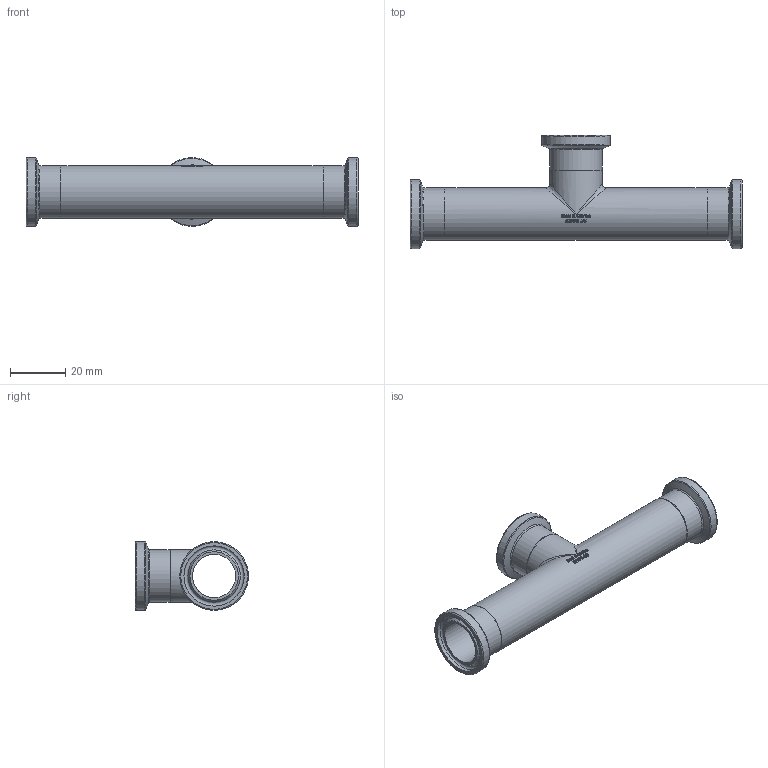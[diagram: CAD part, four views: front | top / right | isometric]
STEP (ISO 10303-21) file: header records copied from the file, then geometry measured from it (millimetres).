
FILE_DESCRIPTION(/* description */ (''),/* implementation_level */ '2;1');
FILE_NAME(/* name */ 'S7MPS-.75.stp',/* time_stamp */ '2018-11-28T13:17:17-05:00',/* author */ ('ken'),/* organization */ (''),/* preprocessor_version */ 'ST-DEVELOPER v15.2',/* originating_system */ 'Autodesk Inventor 2014',/* authorisation */ '');
FILE_SCHEMA (('CONFIG_CONTROL_DESIGN','AUTOMOTIVE_DESIGN { 1 0 10303 214 3 1 1 }'));
Length unit declared in the file: inch
Products named in the file (1): S7MPS-.75
Bounding box: 120.65 x 41.07 x 24.99 mm (x, y, z)
Volume: 14192.7 mm3; surface area: 17008.4 mm2
Topology: 1 solids, 1 shells, 396 faces, 1037 edges, 679 vertices
Faces by surface type: bspline 174, plane 150, cylinder 48, torus 18, cone 6
Full cylindrical faces by diameter (mm): 15.748 x5, 19.05 x5, 21.895 x3, 24.994 x3
Entity records: 15191 total; most frequent: CARTESIAN_POINT 6554, ORIENTED_EDGE 1974, DIRECTION 1290, EDGE_CURVE 987, VERTEX_POINT 675, EDGE_LOOP 482, LINE 442, VECTOR 442
